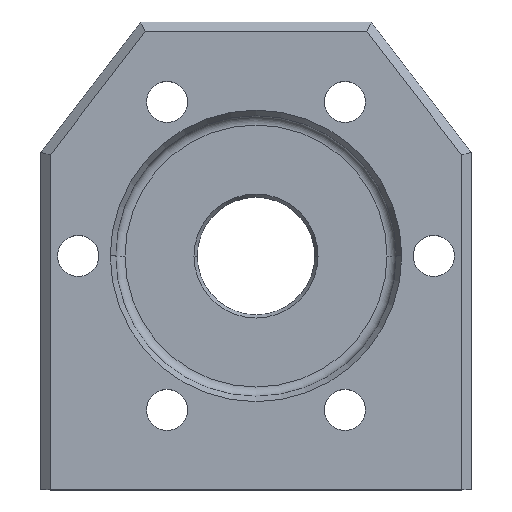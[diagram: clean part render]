
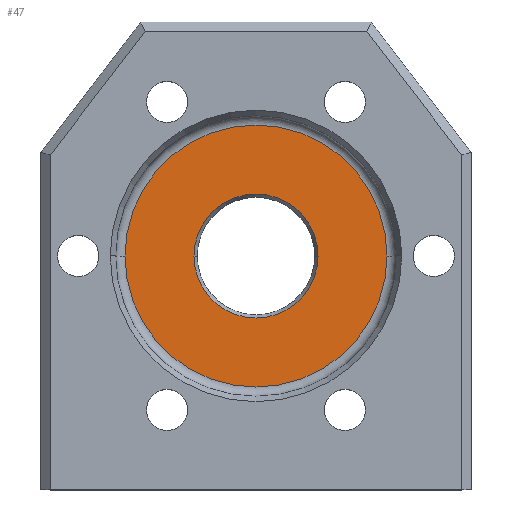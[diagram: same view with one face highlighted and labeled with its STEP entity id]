
A CAD part, top view. The second image highlights one B-rep face of the part: STEP entity #47.
In plain terms, the highlighted planar face has unit normal (0, 0, 1).
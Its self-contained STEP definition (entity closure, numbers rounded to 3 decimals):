
#1 = EDGE_LOOP ( 'NONE', ( #1845, #221 ) ) ;
#11 = CARTESIAN_POINT ( 'NONE',  ( -3.313, 12.5, -0.5 ) ) ;
#24 = CARTESIAN_POINT ( 'NONE',  ( 0., 12.5, -0.5 ) ) ;
#47 = ADVANCED_FACE ( 'NONE', ( #686, #1416 ), #1785, .T. ) ;
#95 = EDGE_CURVE ( 'NONE', #242, #2191, #1574, .T. ) ;
#178 = EDGE_CURVE ( 'NONE', #2191, #242, #2081, .T. ) ;
#212 = AXIS2_PLACEMENT_3D ( 'NONE', #754, #1486, #1661 ) ;
#221 = ORIENTED_EDGE ( 'NONE', *, *, #357, .T. ) ;
#225 = CARTESIAN_POINT ( 'NONE',  ( -7., 12.5, -0.5 ) ) ;
#242 = VERTEX_POINT ( 'NONE', #225 ) ;
#315 = DIRECTION ( 'NONE',  ( 1., 0., 0. ) ) ;
#357 = EDGE_CURVE ( 'NONE', #2171, #693, #1451, .T. ) ;
#505 = EDGE_CURVE ( 'NONE', #693, #2171, #1973, .T. ) ;
#521 = CARTESIAN_POINT ( 'NONE',  ( 0., 20., -0.5 ) ) ;
#686 = FACE_BOUND ( 'NONE', #1, .T. ) ;
#693 = VERTEX_POINT ( 'NONE', #953 ) ;
#715 = AXIS2_PLACEMENT_3D ( 'NONE', #871, #1443, #846 ) ;
#754 = CARTESIAN_POINT ( 'NONE',  ( 0., 12.5, -0.5 ) ) ;
#766 = DIRECTION ( 'NONE',  ( 0., 0., -1. ) ) ;
#846 = DIRECTION ( 'NONE',  ( 1., 0., 0. ) ) ;
#871 = CARTESIAN_POINT ( 'NONE',  ( 0., 12.5, -0.5 ) ) ;
#953 = CARTESIAN_POINT ( 'NONE',  ( 3.313, 12.5, -0.5 ) ) ;
#999 = DIRECTION ( 'NONE',  ( 1., 0., 0. ) ) ;
#1038 = AXIS2_PLACEMENT_3D ( 'NONE', #24, #766, #1497 ) ;
#1113 = EDGE_LOOP ( 'NONE', ( #1437, #1786 ) ) ;
#1244 = CARTESIAN_POINT ( 'NONE',  ( 0., 12.5, -0.5 ) ) ;
#1259 = CARTESIAN_POINT ( 'NONE',  ( 7., 12.5, -0.5 ) ) ;
#1416 = FACE_OUTER_BOUND ( 'NONE', #1113, .T. ) ;
#1437 = ORIENTED_EDGE ( 'NONE', *, *, #178, .T. ) ;
#1443 = DIRECTION ( 'NONE',  ( 0., 0., -1. ) ) ;
#1451 = CIRCLE ( 'NONE', #1038, 3.313 ) ;
#1486 = DIRECTION ( 'NONE',  ( 0., 0., 1. ) ) ;
#1497 = DIRECTION ( 'NONE',  ( 1., 0., 0. ) ) ;
#1544 = DIRECTION ( 'NONE',  ( 0., 0., 1. ) ) ;
#1574 = CIRCLE ( 'NONE', #2262, 7. ) ;
#1661 = DIRECTION ( 'NONE',  ( 1., 0., 0. ) ) ;
#1785 = PLANE ( 'NONE',  #2033 ) ;
#1786 = ORIENTED_EDGE ( 'NONE', *, *, #95, .T. ) ;
#1845 = ORIENTED_EDGE ( 'NONE', *, *, #505, .T. ) ;
#1973 = CIRCLE ( 'NONE', #715, 3.313 ) ;
#2033 = AXIS2_PLACEMENT_3D ( 'NONE', #521, #1544, #999 ) ;
#2081 = CIRCLE ( 'NONE', #212, 7. ) ;
#2171 = VERTEX_POINT ( 'NONE', #11 ) ;
#2191 = VERTEX_POINT ( 'NONE', #1259 ) ;
#2262 = AXIS2_PLACEMENT_3D ( 'NONE', #1244, #2334, #315 ) ;
#2334 = DIRECTION ( 'NONE',  ( 0., 0., 1. ) ) ;
